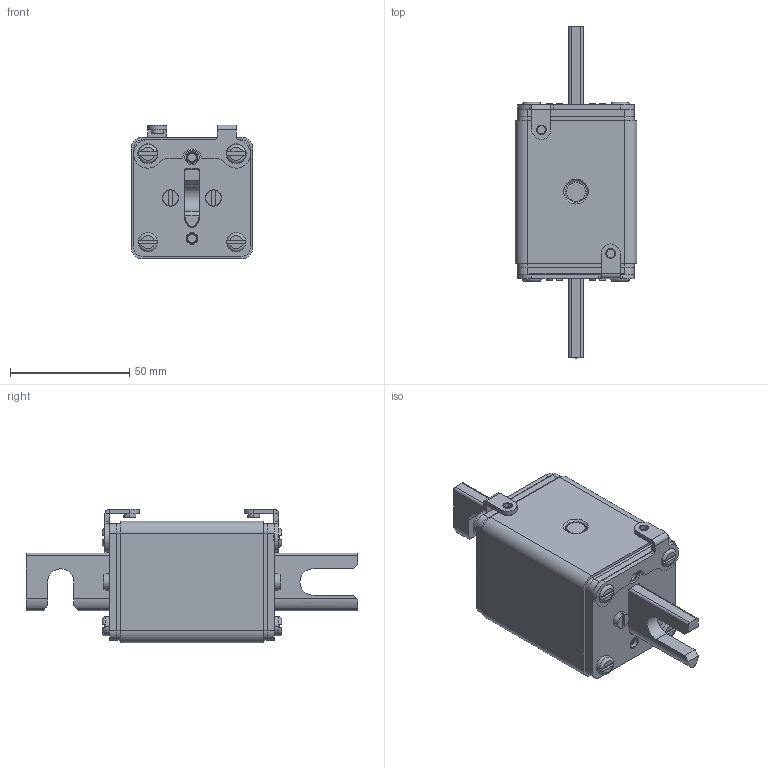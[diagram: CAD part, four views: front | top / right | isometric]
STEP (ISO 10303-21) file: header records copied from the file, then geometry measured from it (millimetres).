
FILE_DESCRIPTION((''),'2;1');
FILE_NAME('T1_ASM','2022-02-15T14:07:52',('marketing.praksa'),('Audax d.o.o.'),'CREO PARAMETRIC BY PTC INC, 2021304','CREO PARAMETRIC BY PTC INC, 2021304','');
FILE_SCHEMA(('AP242_MANAGED_MODEL_BASED_3D_ENGINEERING_MIM_LF { 1 0 10303 442 1 1 4 }'));
Length unit declared in the file: millimetre
Products named in the file (17): 0000037877_1; 0000029902_1; 0000036699_1; 0000015247_AF0_1; 0000015241_AF0_1; 0000015250_ASM_1_ASM; 0000015247_AF1_1; 0000015244_AF0_1; 0000015261_ASM_1_ASM; 0000037876_1; 0000015360_1; 0000011599_1; 0000030085_4_1; 0000069692_2_1_1; 0000069692_2_2_1; 0000069692_2_ASM_1_ASM; T1_ASM
Assembly tree (32 placements, depth 3):
  T1_ASM
    0000037877_1
    0000029902_1  x2
    0000036699_1  x2
    0000015250_ASM_1_ASM
      0000015247_AF0_1
      0000015241_AF0_1
    0000015261_ASM_1_ASM
      0000015247_AF1_1
      0000015244_AF0_1
    0000037876_1  x4
    0000015360_1  x8
    0000011599_1  x4
    0000030085_4_1
    0000069692_2_ASM_1_ASM  x2
      0000069692_2_1_1
      0000069692_2_2_1
Bounding box: 51 x 139 x 56 mm (x, y, z)
Volume: 190957.9 mm3; surface area: 56509.6 mm2
Topology: 30 solids, 58 shells, 809 faces, 2036 edges, 1324 vertices
Faces by surface type: cylinder 361, plane 284, cone 84, torus 80
Entity records: 23212 total; most frequent: CARTESIAN_POINT 3262, DIRECTION 2770, ORIENTED_EDGE 2244, EDGE_CURVE 1168, AXIS2_PLACEMENT_3D 1115, PRESENTATION_STYLE_ASSIGNMENT 797, VERTEX_POINT 790, STYLED_ITEM 746
